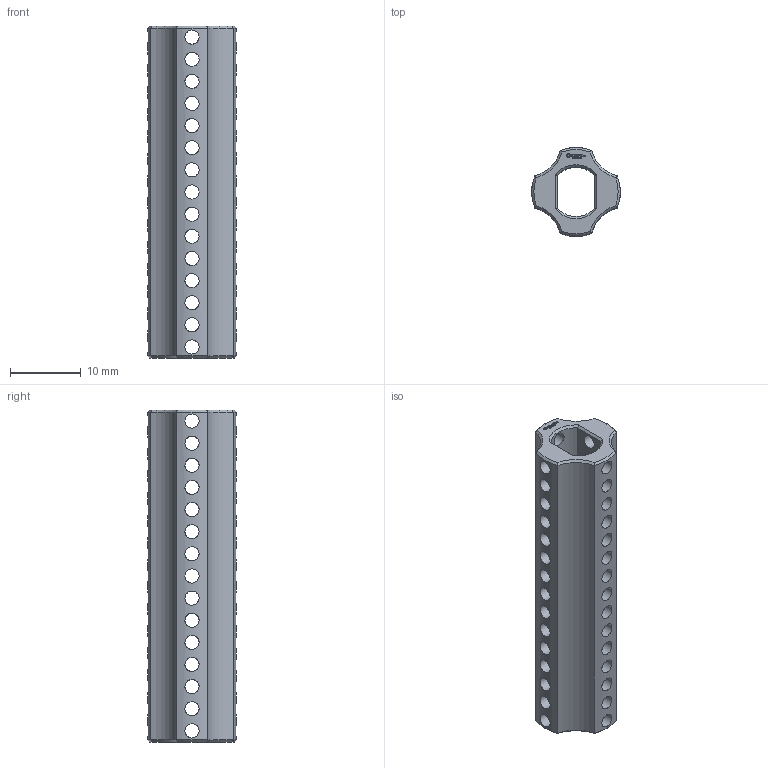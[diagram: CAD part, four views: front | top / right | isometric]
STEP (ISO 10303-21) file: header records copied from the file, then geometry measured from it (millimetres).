
FILE_DESCRIPTION(('FreeCAD Model'),'2;1');
FILE_NAME('Open CASCADE Shape Model','2024-06-16T00:00:41',(''),(''), 'Open CASCADE STEP processor 7.6','FreeCAD','Unknown');
FILE_SCHEMA(('AUTOMOTIVE_DESIGN { 1 0 10303 214 1 1 1 1 }'));
Length unit declared in the file: millimetre
Products named in the file (1): Power-Transmission Hub PLN IDX FXD BU03.75 - SPN-PTH-0015 
(stemfie.org)
Bounding box: 12.5 x 12.5 x 46.88 mm (x, y, z)
Volume: 2794.1 mm3; surface area: 3796.3 mm2
Topology: 1 solids, 1 shells, 548 faces, 1551 edges, 1036 vertices
Faces by surface type: plane 320, extrusion 138, cylinder 70, cone 20
Full cylindrical faces by diameter (mm): 2 x60
Entity records: 22181 total; most frequent: CARTESIAN_POINT 8366, ORIENTED_EDGE 3102, DIRECTION 2209, EDGE_CURVE 1551, VECTOR 1199, LINE 1061, VERTEX_POINT 1036, FACE_BOUND 701
